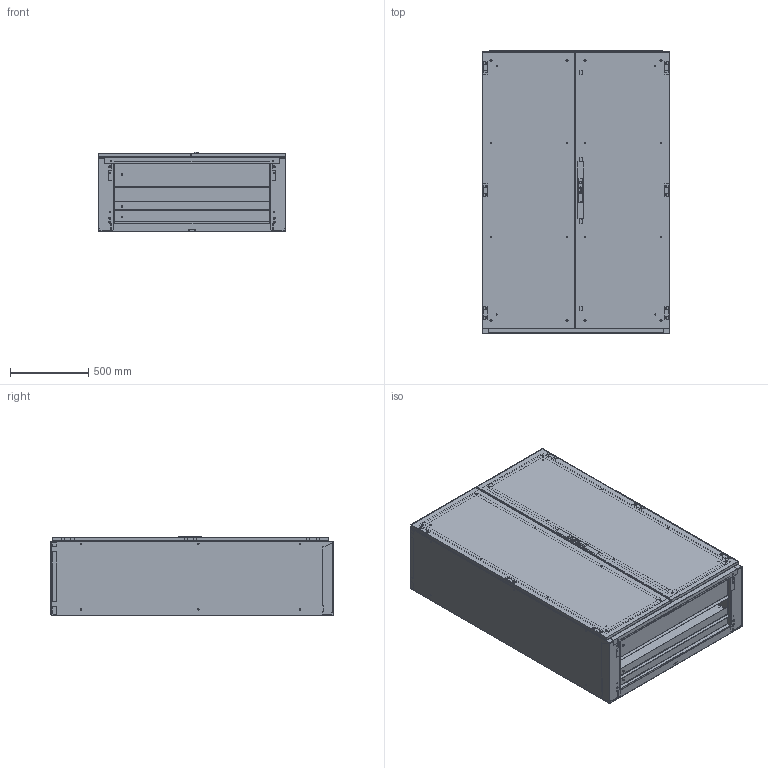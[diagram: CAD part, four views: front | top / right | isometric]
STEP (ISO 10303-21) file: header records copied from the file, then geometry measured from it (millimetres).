
FILE_DESCRIPTION (( 'STEP AP214' ), '1' );
FILE_NAME ('0390-1218-50-17.STEP', '2014-12-03T10:18:39', ( '' ), ( '' ), 'SwSTEP 2.0', 'SolidWorks 2014', '' );
FILE_SCHEMA (( 'AUTOMOTIVE_DESIGN' ));
Length unit declared in the file: millimetre
Products named in the file (20): Dachwinkel vorn-hinten (Modell) B1200; Tragschiene unten links (Modell) T500; Dachplatte 0390 (Modell) B1200T500; Tuere LP 0395 (Modell) B 1200 H 1800; Bodenblech vorn-hinten (Modell) B1200; Tuere GG 0395 (Modell) B 1200 H 1800; Tragschiene unten rechts (Modell) T500; Bodenplatte hinten 0395 f黵 0390 (Modell) B1200; Abwicklung kpl (Modell) B1200H1800T500; Bodenplatte mitte 0395 f黵 0390 (Modell) B1200; 0390-1218-50-17; Bodenplatte vorne 0395 f黵 0390 (Modell) B1200; Tragschiene oben rechts (Modell) T500; Montageplatte kpl 0348 (Modell) B1200H1800; Arretierwinkel kpl rechts (Modell) 1200; Arretierwinkel kpl links (Modell) 1200; Rasthalterung kpl rechts (Modell) 1200; Rasthalterung kpl links (Modell) 1200; Montageplatte 0348 (Modell) B1200H1800; Tragschiene oben links (Modell) T500
Assembly tree (19 placements, depth 3):
  0390-1218-50-17
    Abwicklung kpl (Modell) B1200H1800T500
    Tragschiene unten rechts (Modell) T500
    Bodenblech vorn-hinten (Modell) B1200
    Dachplatte 0390 (Modell) B1200T500
    Tragschiene unten links (Modell) T500
    Dachwinkel vorn-hinten (Modell) B1200
    Tragschiene oben links (Modell) T500
    Montageplatte kpl 0348 (Modell) B1200H1800
      Montageplatte 0348 (Modell) B1200H1800
      Rasthalterung kpl links (Modell) 1200
      Rasthalterung kpl rechts (Modell) 1200
      Arretierwinkel kpl links (Modell) 1200
      Arretierwinkel kpl rechts (Modell) 1200
    Tragschiene oben rechts (Modell) T500
    Bodenplatte vorne 0395 f黵 0390 (Modell) B1200
    Bodenplatte mitte 0395 f黵 0390 (Modell) B1200
    Bodenplatte hinten 0395 f黵 0390 (Modell) B1200
    Tuere GG 0395 (Modell) B 1200 H 1800
    Tuere LP 0395 (Modell) B 1200 H 1800
Bounding box: 1200 x 1806.5 x 507.5 mm (x, y, z)
Volume: 22606301.2 mm3; surface area: 22816608.5 mm2
Topology: 36 solids, 36 shells, 3406 faces, 9102 edges, 6031 vertices
Faces by surface type: plane 1734, cylinder 1594, cone 78
Entity records: 138113 total; most frequent: CARTESIAN_POINT 19099, DIRECTION 19085, ORIENTED_EDGE 18204, EDGE_CURVE 9102, AXIS2_PLACEMENT_3D 6709, VERTEX_POINT 6031, VECTOR 5667, LINE 5667
